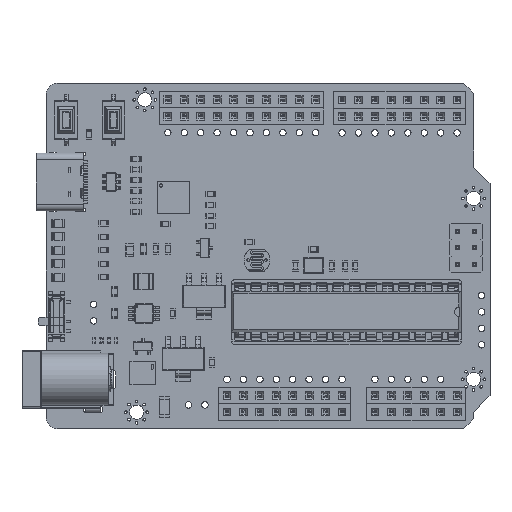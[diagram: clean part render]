
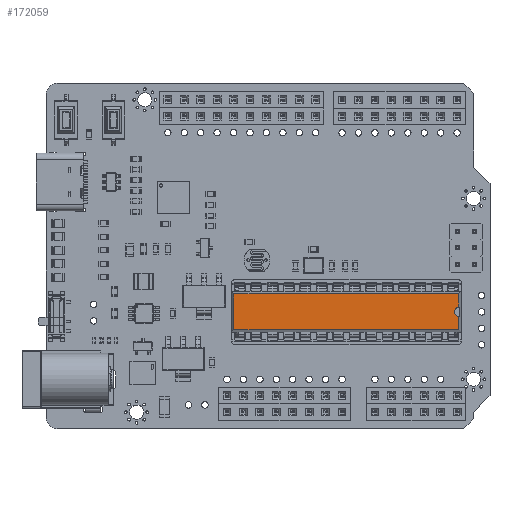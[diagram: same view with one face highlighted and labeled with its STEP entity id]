
A CAD part, top view. The second image highlights one B-rep face of the part: STEP entity #172059.
In plain terms, the highlighted planar face has unit normal (0, 0, 1).
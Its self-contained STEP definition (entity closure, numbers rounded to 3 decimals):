
#145863 = B_SPLINE_SURFACE_WITH_KNOTS('',1,1,(
    (#145864,#145865)
    ,(#145866,#145867
  )),.UNSPECIFIED.,.F.,.F.,.F.,(2,2),(2,2),(0.,35.41),(0.,1.),
  .PIECEWISE_BEZIER_KNOTS.);
#145864 = CARTESIAN_POINT('',(6.91,-34.215,2.157));
#145865 = CARTESIAN_POINT('',(6.586,-33.891,3.68));
#145866 = CARTESIAN_POINT('',(6.91,1.195,2.157));
#145867 = CARTESIAN_POINT('',(6.586,0.871,3.68));
#151767 = B_SPLINE_SURFACE_WITH_KNOTS('',1,1,(
    (#151768,#151769)
    ,(#151770,#151771
    )),.UNSPECIFIED.,.F.,.F.,.F.,(2,2),(2,2),(0.,6.2),(0.,1.),
  .PIECEWISE_BEZIER_KNOTS.);
#151768 = CARTESIAN_POINT('',(6.91,1.195,2.157));
#151769 = CARTESIAN_POINT('',(6.586,0.871,3.68));
#151770 = CARTESIAN_POINT('',(0.71,1.195,2.157));
#151771 = CARTESIAN_POINT('',(1.034,0.871,3.68));
#151825 = B_SPLINE_SURFACE_WITH_KNOTS('',1,1,(
    (#151826,#151827)
    ,(#151828,#151829
  )),.UNSPECIFIED.,.F.,.F.,.F.,(2,2),(2,2),(0.,35.41),(0.,1.),
  .PIECEWISE_BEZIER_KNOTS.);
#151826 = CARTESIAN_POINT('',(0.71,1.195,2.157));
#151827 = CARTESIAN_POINT('',(1.034,0.871,3.68));
#151828 = CARTESIAN_POINT('',(0.71,-34.215,2.157));
#151829 = CARTESIAN_POINT('',(1.034,-33.891,3.68));
#157716 = B_SPLINE_SURFACE_WITH_KNOTS('',1,1,(
    (#157717,#157718)
    ,(#157719,#157720
    )),.UNSPECIFIED.,.F.,.F.,.F.,(2,2),(2,2),(0.,6.2),(0.,1.),
  .PIECEWISE_BEZIER_KNOTS.);
#157717 = CARTESIAN_POINT('',(0.71,-34.215,2.157));
#157718 = CARTESIAN_POINT('',(1.034,-33.891,3.68));
#157719 = CARTESIAN_POINT('',(6.91,-34.215,2.157));
#157720 = CARTESIAN_POINT('',(6.586,-33.891,3.68));
#158042 = VERTEX_POINT('',#158043);
#158043 = CARTESIAN_POINT('',(6.586,0.871,3.68));
#158063 = EDGE_CURVE('',#158064,#158042,#158066,.T.);
#158064 = VERTEX_POINT('',#158065);
#158065 = CARTESIAN_POINT('',(6.586,-33.891,3.68));
#158066 = SURFACE_CURVE('',#158067,(#158071,#158077),.PCURVE_S1.);
#158067 = LINE('',#158068,#158069);
#158068 = CARTESIAN_POINT('',(6.586,-33.891,3.68));
#158069 = VECTOR('',#158070,1.);
#158070 = DIRECTION('',(0.,1.,0.));
#158071 = PCURVE('',#145863,#158072);
#158072 = DEFINITIONAL_REPRESENTATION('',(#158073),#158076);
#158073 = B_SPLINE_CURVE_WITH_KNOTS('',1,(#158074,#158075),
  .UNSPECIFIED.,.F.,.F.,(2,2),(0.,34.763),
  .PIECEWISE_BEZIER_KNOTS.);
#158074 = CARTESIAN_POINT('',(0.,1.));
#158075 = CARTESIAN_POINT('',(35.41,1.));
#158076 = ( GEOMETRIC_REPRESENTATION_CONTEXT(2) 
PARAMETRIC_REPRESENTATION_CONTEXT() REPRESENTATION_CONTEXT('2D SPACE',''
  ) );
#158077 = PCURVE('',#158078,#158083);
#158078 = PLANE('',#158079);
#158079 = AXIS2_PLACEMENT_3D('',#158080,#158081,#158082);
#158080 = CARTESIAN_POINT('',(6.586,-33.891,3.68));
#158081 = DIRECTION('',(-0.,0.,-1.));
#158082 = DIRECTION('',(-0.158,0.987,0.));
#158083 = DEFINITIONAL_REPRESENTATION('',(#158084),#158088);
#158084 = LINE('',#158085,#158086);
#158085 = CARTESIAN_POINT('',(0.,0.));
#158086 = VECTOR('',#158087,1.);
#158087 = DIRECTION('',(0.987,0.158));
#158088 = ( GEOMETRIC_REPRESENTATION_CONTEXT(2) 
PARAMETRIC_REPRESENTATION_CONTEXT() REPRESENTATION_CONTEXT('2D SPACE',''
  ) );
#164532 = VERTEX_POINT('',#164533);
#164533 = CARTESIAN_POINT('',(1.034,0.871,3.68));
#164553 = EDGE_CURVE('',#164554,#164532,#164556,.T.);
#164554 = VERTEX_POINT('',#164555);
#164555 = CARTESIAN_POINT('',(3.064,0.871,3.68));
#164556 = SURFACE_CURVE('',#164557,(#164561,#164567),.PCURVE_S1.);
#164557 = LINE('',#164558,#164559);
#164558 = CARTESIAN_POINT('',(6.586,0.871,3.68));
#164559 = VECTOR('',#164560,1.);
#164560 = DIRECTION('',(-1.,0.,0.));
#164561 = PCURVE('',#151767,#164562);
#164562 = DEFINITIONAL_REPRESENTATION('',(#164563),#164566);
#164563 = B_SPLINE_CURVE_WITH_KNOTS('',1,(#164564,#164565),
  .UNSPECIFIED.,.F.,.F.,(2,2),(3.523,5.553),
  .PIECEWISE_BEZIER_KNOTS.);
#164564 = CARTESIAN_POINT('',(3.933,1.));
#164565 = CARTESIAN_POINT('',(6.2,1.));
#164566 = ( GEOMETRIC_REPRESENTATION_CONTEXT(2) 
PARAMETRIC_REPRESENTATION_CONTEXT() REPRESENTATION_CONTEXT('2D SPACE',''
  ) );
#164567 = PCURVE('',#158078,#164568);
#164568 = DEFINITIONAL_REPRESENTATION('',(#164569),#164573);
#164569 = LINE('',#164570,#164571);
#164570 = CARTESIAN_POINT('',(34.327,5.483));
#164571 = VECTOR('',#164572,1.);
#164572 = DIRECTION('',(0.158,-0.987));
#164573 = ( GEOMETRIC_REPRESENTATION_CONTEXT(2) 
PARAMETRIC_REPRESENTATION_CONTEXT() REPRESENTATION_CONTEXT('2D SPACE',''
  ) );
#164755 = CYLINDRICAL_SURFACE('',#164756,0.75);
#164756 = AXIS2_PLACEMENT_3D('',#164757,#164758,#164759);
#164757 = CARTESIAN_POINT('',(3.81,0.946,3.68));
#164758 = DIRECTION('',(-0.,0.,-1.));
#164759 = DIRECTION('',(0.,-1.,-0.));
#165057 = VERTEX_POINT('',#165058);
#165058 = CARTESIAN_POINT('',(4.556,0.871,3.68));
#165309 = EDGE_CURVE('',#158042,#165057,#165310,.T.);
#165310 = SURFACE_CURVE('',#165311,(#165315,#165321),.PCURVE_S1.);
#165311 = LINE('',#165312,#165313);
#165312 = CARTESIAN_POINT('',(6.586,0.871,3.68));
#165313 = VECTOR('',#165314,1.);
#165314 = DIRECTION('',(-1.,0.,0.));
#165315 = PCURVE('',#151767,#165316);
#165316 = DEFINITIONAL_REPRESENTATION('',(#165317),#165320);
#165317 = B_SPLINE_CURVE_WITH_KNOTS('',1,(#165318,#165319),
  .UNSPECIFIED.,.F.,.F.,(2,2),(0.,2.03),
  .PIECEWISE_BEZIER_KNOTS.);
#165318 = CARTESIAN_POINT('',(0.,1.));
#165319 = CARTESIAN_POINT('',(2.267,1.));
#165320 = ( GEOMETRIC_REPRESENTATION_CONTEXT(2) 
PARAMETRIC_REPRESENTATION_CONTEXT() REPRESENTATION_CONTEXT('2D SPACE',''
  ) );
#165321 = PCURVE('',#158078,#165322);
#165322 = DEFINITIONAL_REPRESENTATION('',(#165323),#165327);
#165323 = LINE('',#165324,#165325);
#165324 = CARTESIAN_POINT('',(34.327,5.483));
#165325 = VECTOR('',#165326,1.);
#165326 = DIRECTION('',(0.158,-0.987));
#165327 = ( GEOMETRIC_REPRESENTATION_CONTEXT(2) 
PARAMETRIC_REPRESENTATION_CONTEXT() REPRESENTATION_CONTEXT('2D SPACE',''
  ) );
#165642 = VERTEX_POINT('',#165643);
#165643 = CARTESIAN_POINT('',(1.034,-33.891,3.68));
#165663 = EDGE_CURVE('',#164532,#165642,#165664,.T.);
#165664 = SURFACE_CURVE('',#165665,(#165669,#165675),.PCURVE_S1.);
#165665 = LINE('',#165666,#165667);
#165666 = CARTESIAN_POINT('',(1.034,0.871,3.68));
#165667 = VECTOR('',#165668,1.);
#165668 = DIRECTION('',(0.,-1.,0.));
#165669 = PCURVE('',#151825,#165670);
#165670 = DEFINITIONAL_REPRESENTATION('',(#165671),#165674);
#165671 = B_SPLINE_CURVE_WITH_KNOTS('',1,(#165672,#165673),
  .UNSPECIFIED.,.F.,.F.,(2,2),(0.,34.763),
  .PIECEWISE_BEZIER_KNOTS.);
#165672 = CARTESIAN_POINT('',(0.,1.));
#165673 = CARTESIAN_POINT('',(35.41,1.));
#165674 = ( GEOMETRIC_REPRESENTATION_CONTEXT(2) 
PARAMETRIC_REPRESENTATION_CONTEXT() REPRESENTATION_CONTEXT('2D SPACE',''
  ) );
#165675 = PCURVE('',#158078,#165676);
#165676 = DEFINITIONAL_REPRESENTATION('',(#165677),#165681);
#165677 = LINE('',#165678,#165679);
#165678 = CARTESIAN_POINT('',(35.203,0.));
#165679 = VECTOR('',#165680,1.);
#165680 = DIRECTION('',(-0.987,-0.158));
#165681 = ( GEOMETRIC_REPRESENTATION_CONTEXT(2) 
PARAMETRIC_REPRESENTATION_CONTEXT() REPRESENTATION_CONTEXT('2D SPACE',''
  ) );
#172039 = EDGE_CURVE('',#165642,#158064,#172040,.T.);
#172040 = SURFACE_CURVE('',#172041,(#172045,#172051),.PCURVE_S1.);
#172041 = LINE('',#172042,#172043);
#172042 = CARTESIAN_POINT('',(1.034,-33.891,3.68));
#172043 = VECTOR('',#172044,1.);
#172044 = DIRECTION('',(1.,0.,0.));
#172045 = PCURVE('',#157716,#172046);
#172046 = DEFINITIONAL_REPRESENTATION('',(#172047),#172050);
#172047 = B_SPLINE_CURVE_WITH_KNOTS('',1,(#172048,#172049),
  .UNSPECIFIED.,.F.,.F.,(2,2),(0.,5.553),
  .PIECEWISE_BEZIER_KNOTS.);
#172048 = CARTESIAN_POINT('',(0.,1.));
#172049 = CARTESIAN_POINT('',(6.2,1.));
#172050 = ( GEOMETRIC_REPRESENTATION_CONTEXT(2) 
PARAMETRIC_REPRESENTATION_CONTEXT() REPRESENTATION_CONTEXT('2D SPACE',''
  ) );
#172051 = PCURVE('',#158078,#172052);
#172052 = DEFINITIONAL_REPRESENTATION('',(#172053),#172057);
#172053 = LINE('',#172054,#172055);
#172054 = CARTESIAN_POINT('',(0.876,-5.483));
#172055 = VECTOR('',#172056,1.);
#172056 = DIRECTION('',(-0.158,0.987));
#172057 = ( GEOMETRIC_REPRESENTATION_CONTEXT(2) 
PARAMETRIC_REPRESENTATION_CONTEXT() REPRESENTATION_CONTEXT('2D SPACE',''
  ) );
#172059 = ADVANCED_FACE('',(#172060),#158078,.F.);
#172060 = FACE_BOUND('',#172061,.F.);
#172061 = EDGE_LOOP('',(#172062,#172063,#172064,#172065,#172066,#172090,
    #172112));
#172062 = ORIENTED_EDGE('',*,*,#158063,.F.);
#172063 = ORIENTED_EDGE('',*,*,#172039,.F.);
#172064 = ORIENTED_EDGE('',*,*,#165663,.F.);
#172065 = ORIENTED_EDGE('',*,*,#164553,.F.);
#172066 = ORIENTED_EDGE('',*,*,#172067,.F.);
#172067 = EDGE_CURVE('',#172068,#164554,#172070,.T.);
#172068 = VERTEX_POINT('',#172069);
#172069 = CARTESIAN_POINT('',(3.81,0.196,3.68));
#172070 = SURFACE_CURVE('',#172071,(#172076,#172083),.PCURVE_S1.);
#172071 = CIRCLE('',#172072,0.75);
#172072 = AXIS2_PLACEMENT_3D('',#172073,#172074,#172075);
#172073 = CARTESIAN_POINT('',(3.81,0.946,3.68));
#172074 = DIRECTION('',(0.,-0.,-1.));
#172075 = DIRECTION('',(0.,-1.,0.));
#172076 = PCURVE('',#158078,#172077);
#172077 = DEFINITIONAL_REPRESENTATION('',(#172078),#172082);
#172078 = CIRCLE('',#172079,0.75);
#172079 = AXIS2_PLACEMENT_2D('',#172080,#172081);
#172080 = CARTESIAN_POINT('',(34.839,2.753));
#172081 = DIRECTION('',(-0.987,-0.158));
#172082 = ( GEOMETRIC_REPRESENTATION_CONTEXT(2) 
PARAMETRIC_REPRESENTATION_CONTEXT() REPRESENTATION_CONTEXT('2D SPACE',''
  ) );
#172083 = PCURVE('',#164755,#172084);
#172084 = DEFINITIONAL_REPRESENTATION('',(#172085),#172089);
#172085 = LINE('',#172086,#172087);
#172086 = CARTESIAN_POINT('',(0.,0.));
#172087 = VECTOR('',#172088,1.);
#172088 = DIRECTION('',(1.,0.));
#172089 = ( GEOMETRIC_REPRESENTATION_CONTEXT(2) 
PARAMETRIC_REPRESENTATION_CONTEXT() REPRESENTATION_CONTEXT('2D SPACE',''
  ) );
#172090 = ORIENTED_EDGE('',*,*,#172091,.F.);
#172091 = EDGE_CURVE('',#165057,#172068,#172092,.T.);
#172092 = SURFACE_CURVE('',#172093,(#172098,#172105),.PCURVE_S1.);
#172093 = CIRCLE('',#172094,0.75);
#172094 = AXIS2_PLACEMENT_3D('',#172095,#172096,#172097);
#172095 = CARTESIAN_POINT('',(3.81,0.946,3.68));
#172096 = DIRECTION('',(0.,-0.,-1.));
#172097 = DIRECTION('',(0.,-1.,0.));
#172098 = PCURVE('',#158078,#172099);
#172099 = DEFINITIONAL_REPRESENTATION('',(#172100),#172104);
#172100 = CIRCLE('',#172101,0.75);
#172101 = AXIS2_PLACEMENT_2D('',#172102,#172103);
#172102 = CARTESIAN_POINT('',(34.839,2.753));
#172103 = DIRECTION('',(-0.987,-0.158));
#172104 = ( GEOMETRIC_REPRESENTATION_CONTEXT(2) 
PARAMETRIC_REPRESENTATION_CONTEXT() REPRESENTATION_CONTEXT('2D SPACE',''
  ) );
#172105 = PCURVE('',#164755,#172106);
#172106 = DEFINITIONAL_REPRESENTATION('',(#172107),#172111);
#172107 = LINE('',#172108,#172109);
#172108 = CARTESIAN_POINT('',(-6.283,0.));
#172109 = VECTOR('',#172110,1.);
#172110 = DIRECTION('',(1.,0.));
#172111 = ( GEOMETRIC_REPRESENTATION_CONTEXT(2) 
PARAMETRIC_REPRESENTATION_CONTEXT() REPRESENTATION_CONTEXT('2D SPACE',''
  ) );
#172112 = ORIENTED_EDGE('',*,*,#165309,.F.);
